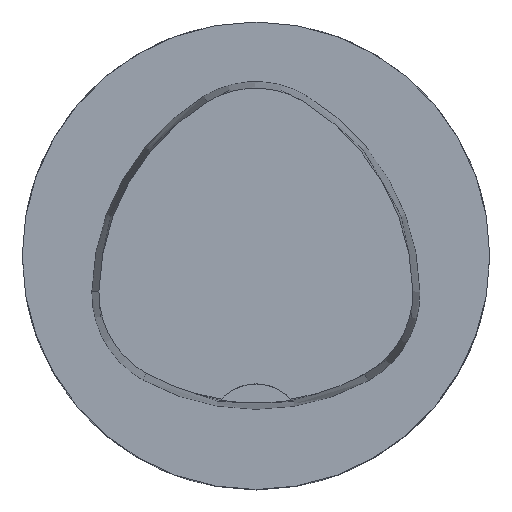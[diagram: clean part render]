
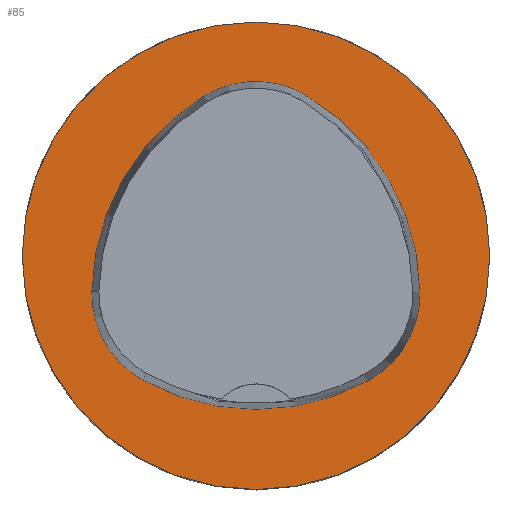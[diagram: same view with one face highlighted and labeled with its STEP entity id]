
A CAD part, top view. The second image highlights one B-rep face of the part: STEP entity #85.
In plain terms, the highlighted planar face has unit normal (0, 0, 1).
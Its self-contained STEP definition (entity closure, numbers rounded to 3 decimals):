
#46=FACE_BOUND('',#142,.T.);
#47=FACE_BOUND('',#143,.T.);
#61=PLANE('',#488);
#85=ADVANCED_FACE('',(#46,#47),#61,.T.);
#142=EDGE_LOOP('',(#251,#252,#253,#254,#255,#256));
#143=EDGE_LOOP('',(#257));
#251=ORIENTED_EDGE('',*,*,#378,.T.);
#252=ORIENTED_EDGE('',*,*,#358,.T.);
#253=ORIENTED_EDGE('',*,*,#362,.T.);
#254=ORIENTED_EDGE('',*,*,#365,.T.);
#255=ORIENTED_EDGE('',*,*,#368,.T.);
#256=ORIENTED_EDGE('',*,*,#376,.T.);
#257=ORIENTED_EDGE('',*,*,#381,.F.);
#321=VERTEX_POINT('',#671);
#322=VERTEX_POINT('',#672);
#325=VERTEX_POINT('',#680);
#327=VERTEX_POINT('',#686);
#329=VERTEX_POINT('',#692);
#336=VERTEX_POINT('',#713);
#337=VERTEX_POINT('',#723);
#358=EDGE_CURVE('',#321,#322,#411,.T.);
#362=EDGE_CURVE('',#322,#325,#413,.T.);
#365=EDGE_CURVE('',#325,#327,#415,.T.);
#368=EDGE_CURVE('',#327,#329,#417,.T.);
#376=EDGE_CURVE('',#329,#336,#421,.T.);
#378=EDGE_CURVE('',#336,#321,#423,.T.);
#381=EDGE_CURVE('',#337,#337,#426,.T.);
#411=CIRCLE('',#465,20.);
#413=CIRCLE('',#468,8.5);
#415=CIRCLE('',#471,20.);
#417=CIRCLE('',#474,8.5);
#421=CIRCLE('',#479,20.);
#423=CIRCLE('',#482,8.5);
#426=CIRCLE('',#487,20.);
#465=AXIS2_PLACEMENT_3D('',#670,#529,#530);
#468=AXIS2_PLACEMENT_3D('',#679,#537,#538);
#471=AXIS2_PLACEMENT_3D('',#685,#544,#545);
#474=AXIS2_PLACEMENT_3D('',#691,#551,#552);
#479=AXIS2_PLACEMENT_3D('',#714,#563,#564);
#482=AXIS2_PLACEMENT_3D('',#717,#569,#570);
#487=AXIS2_PLACEMENT_3D('',#722,#579,#580);
#488=AXIS2_PLACEMENT_3D('',#724,#581,#582);
#529=DIRECTION('',(0.,0.,-1.));
#530=DIRECTION('',(-1.,0.,0.));
#537=DIRECTION('',(0.,0.,-1.));
#538=DIRECTION('',(-1.,0.,0.));
#544=DIRECTION('',(0.,0.,-1.));
#545=DIRECTION('',(-1.,0.,0.));
#551=DIRECTION('',(0.,0.,-1.));
#552=DIRECTION('',(-1.,0.,0.));
#563=DIRECTION('',(0.,0.,-1.));
#564=DIRECTION('',(-1.,0.,0.));
#569=DIRECTION('',(0.,0.,-1.));
#570=DIRECTION('',(-1.,0.,0.));
#579=DIRECTION('',(0.,0.,-1.));
#580=DIRECTION('',(-1.,0.,0.));
#581=DIRECTION('',(0.,0.,1.));
#582=DIRECTION('',(1.,0.,0.));
#670=CARTESIAN_POINT('',(5.955,-3.414,0.));
#671=CARTESIAN_POINT('',(-14.041,-3.042,0.));
#672=CARTESIAN_POINT('',(-4.472,13.653,0.));
#679=CARTESIAN_POINT('',(-0.04,6.4,0.));
#680=CARTESIAN_POINT('',(4.347,13.68,0.));
#685=CARTESIAN_POINT('',(-5.976,-3.45,0.));
#686=CARTESIAN_POINT('',(14.021,-3.075,0.));
#691=CARTESIAN_POINT('',(5.522,-3.235,0.));
#692=CARTESIAN_POINT('',(9.588,-10.699,0.));
#713=CARTESIAN_POINT('',(-9.655,-10.639,0.));
#714=CARTESIAN_POINT('',(0.022,6.864,0.));
#717=CARTESIAN_POINT('',(-5.543,-3.2,0.));
#722=CARTESIAN_POINT('',(0.,0.,0.));
#723=CARTESIAN_POINT('',(-20.,0.,0.));
#724=CARTESIAN_POINT('',(0.,0.,0.));
